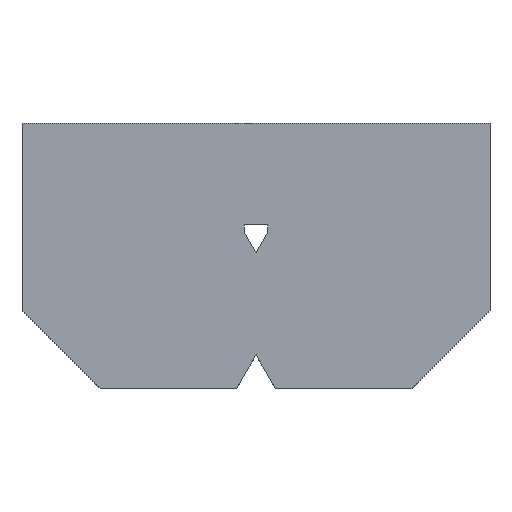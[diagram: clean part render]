
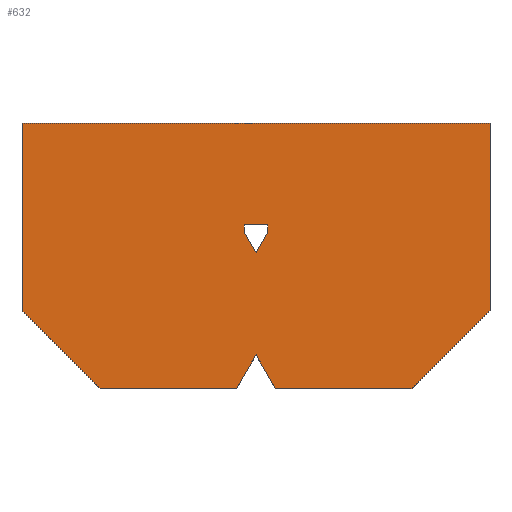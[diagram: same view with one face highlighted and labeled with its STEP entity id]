
A CAD part, front view. The second image highlights one B-rep face of the part: STEP entity #632.
In plain terms, the highlighted planar face has unit normal (0, -1, 0).
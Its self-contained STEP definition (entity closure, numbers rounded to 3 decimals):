
#164 = EDGE_CURVE('',#165,#167,#169,.T.);
#165 = VERTEX_POINT('',#166);
#166 = CARTESIAN_POINT('',(60.,-14.,28.));
#167 = VERTEX_POINT('',#168);
#168 = CARTESIAN_POINT('',(60.,-14.,-20.));
#169 = LINE('',#170,#171);
#170 = CARTESIAN_POINT('',(60.,-14.,0.));
#171 = VECTOR('',#172,1.);
#172 = DIRECTION('',(0.,0.,-1.));
#400 = VERTEX_POINT('',#401);
#401 = CARTESIAN_POINT('',(-60.,-14.,-20.));
#407 = EDGE_CURVE('',#408,#400,#410,.T.);
#408 = VERTEX_POINT('',#409);
#409 = CARTESIAN_POINT('',(-60.,-14.,28.));
#410 = LINE('',#411,#412);
#411 = CARTESIAN_POINT('',(-60.,-14.,0.));
#412 = VECTOR('',#413,1.);
#413 = DIRECTION('',(0.,0.,-1.));
#632 = ADVANCED_FACE('',(#633,#689),#731,.T.);
#633 = FACE_BOUND('',#634,.T.);
#634 = EDGE_LOOP('',(#635,#636,#644,#652,#660,#668,#676,#682,#683));
#635 = ORIENTED_EDGE('',*,*,#407,.T.);
#636 = ORIENTED_EDGE('',*,*,#637,.T.);
#637 = EDGE_CURVE('',#400,#638,#640,.T.);
#638 = VERTEX_POINT('',#639);
#639 = CARTESIAN_POINT('',(-40.,-14.,-40.));
#640 = LINE('',#641,#642);
#641 = CARTESIAN_POINT('',(-43.5,-14.,-36.5));
#642 = VECTOR('',#643,1.);
#643 = DIRECTION('',(0.707,0.,-0.707));
#644 = ORIENTED_EDGE('',*,*,#645,.F.);
#645 = EDGE_CURVE('',#646,#638,#648,.T.);
#646 = VERTEX_POINT('',#647);
#647 = CARTESIAN_POINT('',(-5.,-14.,-40.));
#648 = LINE('',#649,#650);
#649 = CARTESIAN_POINT('',(60.,-14.,-40.));
#650 = VECTOR('',#651,1.);
#651 = DIRECTION('',(-1.,0.,0.));
#652 = ORIENTED_EDGE('',*,*,#653,.F.);
#653 = EDGE_CURVE('',#654,#646,#656,.T.);
#654 = VERTEX_POINT('',#655);
#655 = CARTESIAN_POINT('',(0.,-14.,-31.34));
#656 = LINE('',#657,#658);
#657 = CARTESIAN_POINT('',(0.,-14.,-31.34));
#658 = VECTOR('',#659,1.);
#659 = DIRECTION('',(-0.5,0.,-0.866));
#660 = ORIENTED_EDGE('',*,*,#661,.T.);
#661 = EDGE_CURVE('',#654,#662,#664,.T.);
#662 = VERTEX_POINT('',#663);
#663 = CARTESIAN_POINT('',(5.,-14.,-40.));
#664 = LINE('',#665,#666);
#665 = CARTESIAN_POINT('',(0.,-14.,-31.34));
#666 = VECTOR('',#667,1.);
#667 = DIRECTION('',(0.5,0.,-0.866));
#668 = ORIENTED_EDGE('',*,*,#669,.F.);
#669 = EDGE_CURVE('',#670,#662,#672,.T.);
#670 = VERTEX_POINT('',#671);
#671 = CARTESIAN_POINT('',(40.,-14.,-40.));
#672 = LINE('',#673,#674);
#673 = CARTESIAN_POINT('',(60.,-14.,-40.));
#674 = VECTOR('',#675,1.);
#675 = DIRECTION('',(-1.,0.,0.));
#676 = ORIENTED_EDGE('',*,*,#677,.F.);
#677 = EDGE_CURVE('',#167,#670,#678,.T.);
#678 = LINE('',#679,#680);
#679 = CARTESIAN_POINT('',(43.5,-14.,-36.5));
#680 = VECTOR('',#681,1.);
#681 = DIRECTION('',(-0.707,0.,-0.707));
#682 = ORIENTED_EDGE('',*,*,#164,.F.);
#683 = ORIENTED_EDGE('',*,*,#684,.F.);
#684 = EDGE_CURVE('',#408,#165,#685,.T.);
#685 = LINE('',#686,#687);
#686 = CARTESIAN_POINT('',(-60.,-14.,28.));
#687 = VECTOR('',#688,1.);
#688 = DIRECTION('',(1.,0.,0.));
#689 = FACE_BOUND('',#690,.T.);
#690 = EDGE_LOOP('',(#691,#701,#709,#717,#725));
#691 = ORIENTED_EDGE('',*,*,#692,.F.);
#692 = EDGE_CURVE('',#693,#695,#697,.T.);
#693 = VERTEX_POINT('',#694);
#694 = CARTESIAN_POINT('',(3.,-14.,2.));
#695 = VERTEX_POINT('',#696);
#696 = CARTESIAN_POINT('',(-3.,-14.,2.));
#697 = LINE('',#698,#699);
#698 = CARTESIAN_POINT('',(3.,-14.,2.));
#699 = VECTOR('',#700,1.);
#700 = DIRECTION('',(-1.,0.,0.));
#701 = ORIENTED_EDGE('',*,*,#702,.T.);
#702 = EDGE_CURVE('',#693,#703,#705,.T.);
#703 = VERTEX_POINT('',#704);
#704 = CARTESIAN_POINT('',(3.,-14.,0.));
#705 = LINE('',#706,#707);
#706 = CARTESIAN_POINT('',(3.,-14.,2.));
#707 = VECTOR('',#708,1.);
#708 = DIRECTION('',(0.,0.,-1.));
#709 = ORIENTED_EDGE('',*,*,#710,.F.);
#710 = EDGE_CURVE('',#711,#703,#713,.T.);
#711 = VERTEX_POINT('',#712);
#712 = CARTESIAN_POINT('',(0.,-14.,-5.196));
#713 = LINE('',#714,#715);
#714 = CARTESIAN_POINT('',(0.,-14.,-5.196));
#715 = VECTOR('',#716,1.);
#716 = DIRECTION('',(0.5,0.,0.866));
#717 = ORIENTED_EDGE('',*,*,#718,.F.);
#718 = EDGE_CURVE('',#719,#711,#721,.T.);
#719 = VERTEX_POINT('',#720);
#720 = CARTESIAN_POINT('',(-3.,-14.,0.));
#721 = LINE('',#722,#723);
#722 = CARTESIAN_POINT('',(-3.,-14.,0.));
#723 = VECTOR('',#724,1.);
#724 = DIRECTION('',(0.5,0.,-0.866));
#725 = ORIENTED_EDGE('',*,*,#726,.F.);
#726 = EDGE_CURVE('',#695,#719,#727,.T.);
#727 = LINE('',#728,#729);
#728 = CARTESIAN_POINT('',(-3.,-14.,2.));
#729 = VECTOR('',#730,1.);
#730 = DIRECTION('',(0.,0.,-1.));
#731 = PLANE('',#732);
#732 = AXIS2_PLACEMENT_3D('',#733,#734,#735);
#733 = CARTESIAN_POINT('',(0.,-14.,-6.));
#734 = DIRECTION('',(-0.,-1.,-0.));
#735 = DIRECTION('',(0.,0.,-1.));
